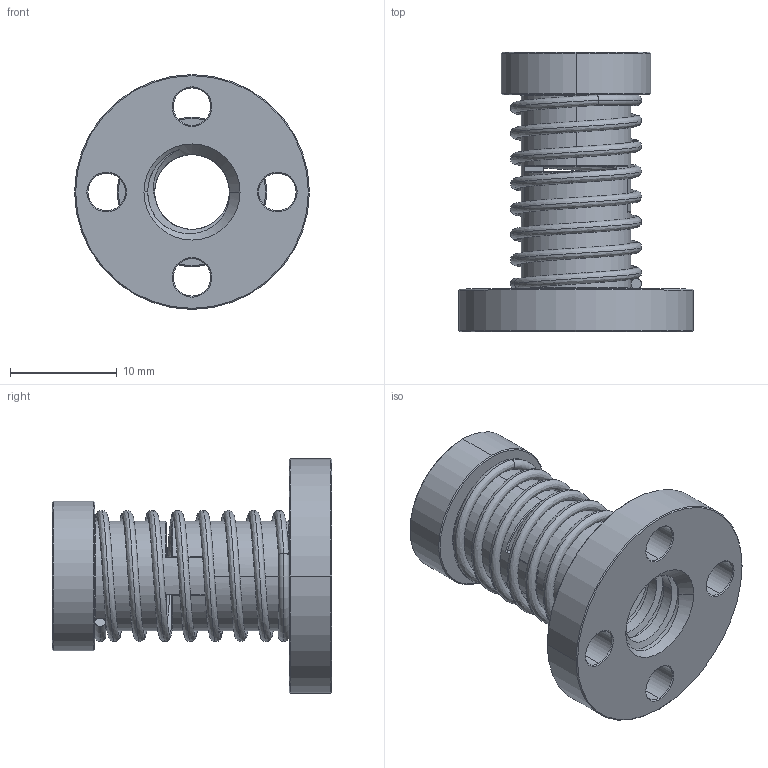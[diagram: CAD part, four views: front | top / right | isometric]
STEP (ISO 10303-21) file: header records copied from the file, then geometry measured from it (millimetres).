
FILE_DESCRIPTION (( 'STEP AP203' ), '1' );
FILE_NAME ('Anti-Backlash_Nut_TR8x2.STEP', '2020-09-27T16:02:33', ( '' ), ( '' ), 'SwSTEP 2.0', 'SolidWorks 2019', '' );
FILE_SCHEMA (( 'CONFIG_CONTROL_DESIGN' ));
Length unit declared in the file: millimetre
Products named in the file (1): Anti-Backlash_Nut_TR8x2
Bounding box: 22 x 26.2 x 22 mm (x, y, z)
Volume: 2534.1 mm3; surface area: 3860.8 mm2
Topology: 3 solids, 3 shells, 149 faces, 390 edges, 247 vertices
Faces by surface type: cylinder 46, cone 37, bspline 32, plane 22, torus 12
Entity records: 26016 total; most frequent: CARTESIAN_POINT 22715, ORIENTED_EDGE 780, DIRECTION 575, EDGE_CURVE 390, VERTEX_POINT 247, AXIS2_PLACEMENT_3D 232, EDGE_LOOP 161, FACE_OUTER_BOUND 149
